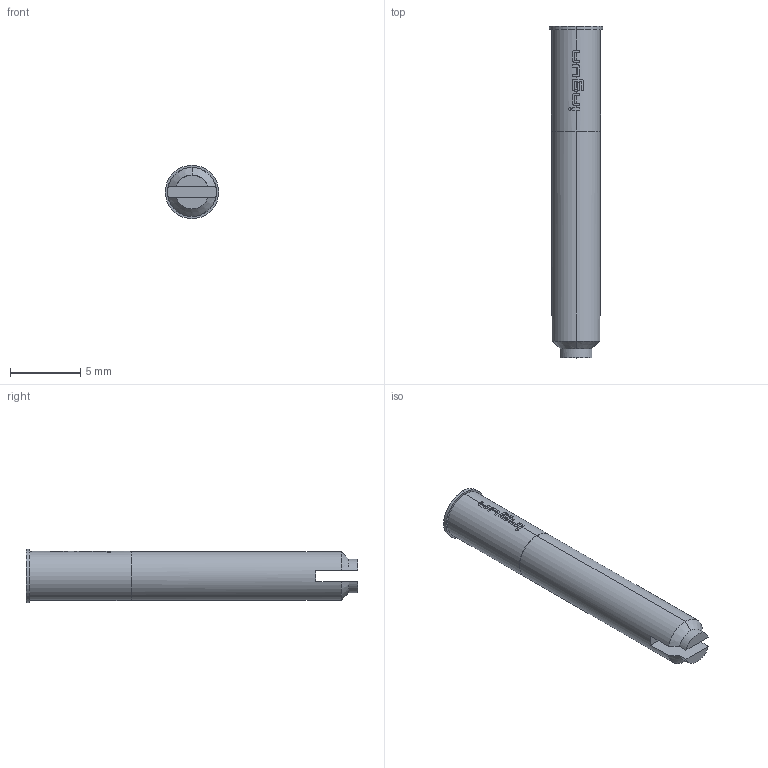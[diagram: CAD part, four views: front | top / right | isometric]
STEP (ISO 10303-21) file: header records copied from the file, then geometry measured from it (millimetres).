
FILE_DESCRIPTION (( 'STEP AP203' ), '1' );
FILE_NAME ('INGUN_KS-098_M2.5.STEP', '2022-02-09T05:15:02', ( 'ochi' ), ( '' ), 'SwSTEP 2.0', 'SolidWorks 2018', '' );
FILE_SCHEMA (( 'CONFIG_CONTROL_DESIGN' ));
Length unit declared in the file: millimetre
Products named in the file (1): INGUN_KS-098_M2.5
Bounding box: 3.8 x 23.7 x 3.8 mm (x, y, z)
Volume: 214.5 mm3; surface area: 290.4 mm2
Topology: 1 solids, 1 shells, 93 faces, 262 edges, 173 vertices
Faces by surface type: plane 47, bspline 22, cylinder 19, cone 5
Entity records: 3380 total; most frequent: CARTESIAN_POINT 1061, ORIENTED_EDGE 524, DIRECTION 397, EDGE_CURVE 262, VERTEX_POINT 173, AXIS2_PLACEMENT_3D 153, EDGE_LOOP 95, ADVANCED_FACE 93
